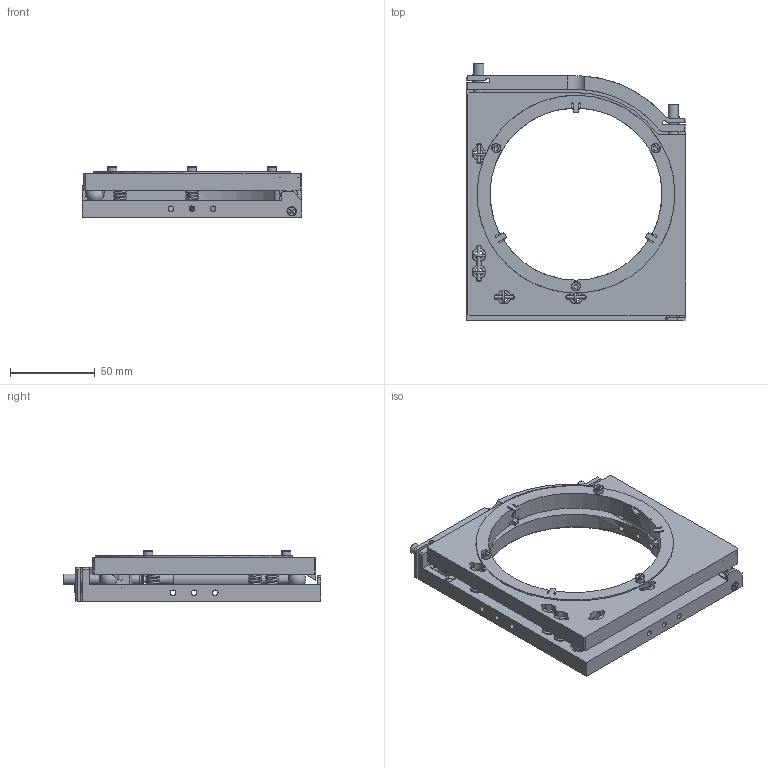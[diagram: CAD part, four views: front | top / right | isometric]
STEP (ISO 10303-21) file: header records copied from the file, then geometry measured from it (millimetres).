
FILE_DESCRIPTION(/* description */ (''),/* implementation_level */ '2;1');
FILE_NAME(/* name */ '5KVDOM-4.stp',/* time_stamp */ '2017-04-25T14:51:36+03:00',/* author */ ('dsgn33'),/* organization */ (''),/* preprocessor_version */ 'ST-DEVELOPER v15.2',/* originating_system */ 'Autodesk Inventor 2014',/* authorisation */ '');
FILE_SCHEMA (('AUTOMOTIVE_DESIGN { 1 0 10303 214 3 1 1 }'));
Length unit declared in the file: millimetre
Products named in the file (2): Part4; Assembly2
Bounding box: 130 x 152.54 x 29.8 mm (x, y, z)
Volume: 1568.3 mm3; surface area: 69983.6 mm2
Topology: 11 solids, 21 shells, 609 faces, 1624 edges, 1040 vertices
Faces by surface type: plane 326, cylinder 179, cone 59, torus 18, bspline 15, sphere 12
Full cylindrical faces by diameter (mm): 1.2 x10, 1.5 x9, 2 x2, 2.013 x1, 2.459 x11, 2.5 x2, 2.9 x1, 3 x3, 3.1 x2, 3.242 x11, 3.5 x3, 4 x4, 4.76 x2, 5.5 x3, 6 x8, 8 x10, 101.8 x1, 106 x1, 117 x1
Entity records: 28961 total; most frequent: CARTESIAN_POINT 14793, DIRECTION 2977, ORIENTED_EDGE 2752, EDGE_CURVE 1348, AXIS2_PLACEMENT_3D 1112, VERTEX_POINT 934, EDGE_LOOP 868, LINE 753
